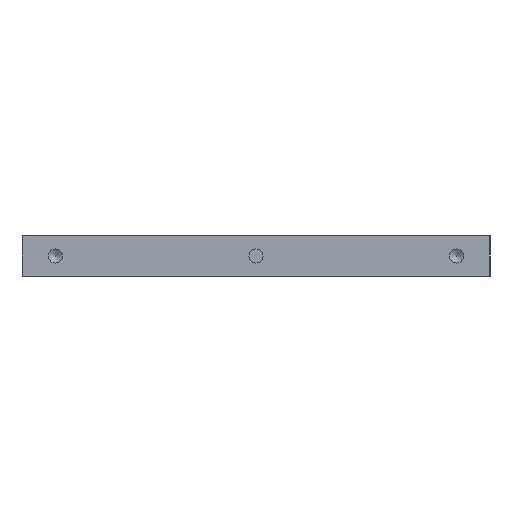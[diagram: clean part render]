
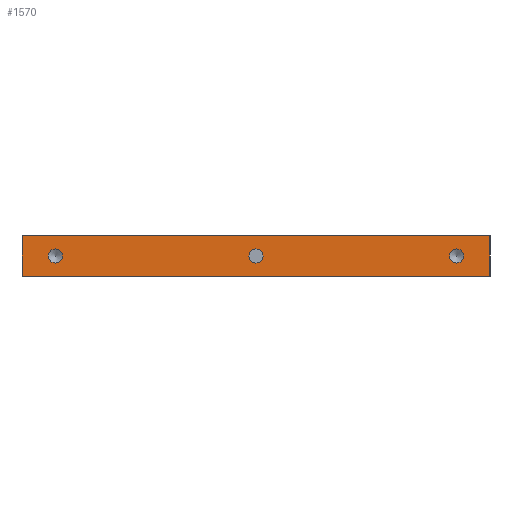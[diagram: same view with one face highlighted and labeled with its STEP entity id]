
A CAD part, left-side view. The second image highlights one B-rep face of the part: STEP entity #1570.
In plain terms, the highlighted planar face has unit normal (-1, 0, 0).
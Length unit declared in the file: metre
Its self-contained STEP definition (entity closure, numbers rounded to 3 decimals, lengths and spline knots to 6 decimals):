
#82=LINE('',#2367,#178);
#137=LINE('',#2591,#233);
#145=LINE('',#2624,#241);
#146=LINE('',#2632,#242);
#178=VECTOR('',#1880,1.);
#233=VECTOR('',#2067,1.);
#241=VECTOR('',#2101,1.);
#242=VECTOR('',#2110,1.);
#436=ORIENTED_EDGE('',*,*,#812,.T.);
#437=ORIENTED_EDGE('',*,*,#813,.T.);
#438=ORIENTED_EDGE('',*,*,#814,.T.);
#439=ORIENTED_EDGE('',*,*,#793,.T.);
#440=ORIENTED_EDGE('',*,*,#815,.F.);
#441=ORIENTED_EDGE('',*,*,#682,.F.);
#442=ORIENTED_EDGE('',*,*,#811,.T.);
#682=EDGE_CURVE('',#881,#882,#82,.T.);
#793=EDGE_CURVE('',#973,#984,#137,.T.);
#811=EDGE_CURVE('',#881,#973,#145,.T.);
#812=EDGE_CURVE('',#997,#997,#1110,.T.);
#813=EDGE_CURVE('',#998,#998,#1111,.T.);
#814=EDGE_CURVE('',#999,#999,#1112,.T.);
#815=EDGE_CURVE('',#882,#984,#146,.T.);
#881=VERTEX_POINT('',#2366);
#882=VERTEX_POINT('',#2368);
#973=VERTEX_POINT('',#2569);
#984=VERTEX_POINT('',#2590);
#997=VERTEX_POINT('',#2627);
#998=VERTEX_POINT('',#2629);
#999=VERTEX_POINT('',#2631);
#1110=CIRCLE('',#1751,0.001057);
#1111=CIRCLE('',#1752,0.001057);
#1112=CIRCLE('',#1753,0.001057);
#1202=EDGE_LOOP('',(#436));
#1203=EDGE_LOOP('',(#437));
#1204=EDGE_LOOP('',(#438));
#1205=EDGE_LOOP('',(#439,#440,#441,#442));
#1390=FACE_BOUND('',#1202,.T.);
#1391=FACE_BOUND('',#1203,.T.);
#1392=FACE_BOUND('',#1204,.T.);
#1393=FACE_BOUND('',#1205,.T.);
#1528=PLANE('',#1750);
#1570=ADVANCED_FACE('',(#1390,#1391,#1392,#1393),#1528,.F.);
#1750=AXIS2_PLACEMENT_3D('',#2625,#2102,#2103);
#1751=AXIS2_PLACEMENT_3D('',#2626,#2104,#2105);
#1752=AXIS2_PLACEMENT_3D('',#2628,#2106,#2107);
#1753=AXIS2_PLACEMENT_3D('',#2630,#2108,#2109);
#1880=DIRECTION('',(0.,-1.,0.));
#2067=DIRECTION('',(0.,-1.,0.));
#2101=DIRECTION('',(0.,0.,-1.));
#2102=DIRECTION('',(1.,0.,0.));
#2103=DIRECTION('',(0.,1.,0.));
#2104=DIRECTION('',(1.,0.,0.));
#2105=DIRECTION('',(0.,1.,0.));
#2106=DIRECTION('',(1.,0.,0.));
#2107=DIRECTION('',(0.,1.,0.));
#2108=DIRECTION('',(1.,0.,0.));
#2109=DIRECTION('',(0.,1.,0.));
#2110=DIRECTION('',(0.,0.,-1.));
#2366=CARTESIAN_POINT('',(-0.0675,0.035,0.003));
#2367=CARTESIAN_POINT('',(-0.0675,0.,0.003));
#2368=CARTESIAN_POINT('',(-0.0675,-0.035,0.003));
#2569=CARTESIAN_POINT('',(-0.0675,0.035,-0.003));
#2590=CARTESIAN_POINT('',(-0.0675,-0.035,-0.003));
#2591=CARTESIAN_POINT('',(-0.0675,0.,-0.003));
#2624=CARTESIAN_POINT('',(-0.0675,0.035,0.003));
#2625=CARTESIAN_POINT('',(-0.0675,0.,0.003));
#2626=CARTESIAN_POINT('',(-0.0675,0.03,0.));
#2627=CARTESIAN_POINT('',(-0.0675,0.031057,0.));
#2628=CARTESIAN_POINT('',(-0.0675,0.,0.));
#2629=CARTESIAN_POINT('',(-0.0675,0.001057,0.));
#2630=CARTESIAN_POINT('',(-0.0675,-0.03,0.));
#2631=CARTESIAN_POINT('',(-0.0675,-0.028944,0.));
#2632=CARTESIAN_POINT('',(-0.0675,-0.035,0.003));
